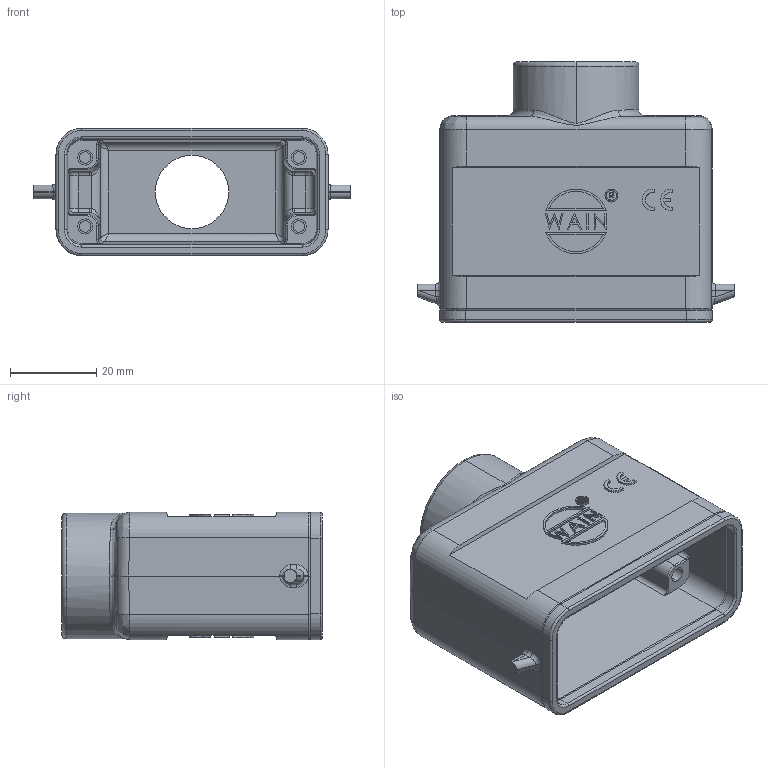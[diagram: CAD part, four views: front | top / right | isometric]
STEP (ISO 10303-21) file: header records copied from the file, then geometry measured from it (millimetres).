
FILE_DESCRIPTION((''),'2;1');
FILE_NAME('H10A-TE-2B-PG13_5','2024-01-26T',('11539'),(''),'PRO/ENGINEER BY PARAMETRIC TECHNOLOGY CORPORATION, 2012480','PRO/ENGINEER BY PARAMETRIC TECHNOLOGY CORPORATION, 2012480','');
FILE_SCHEMA(('CONFIG_CONTROL_DESIGN'));
Length unit declared in the file: millimetre
Products named in the file (1): H10A-TE-2B-PG13_5
Bounding box: 73.5 x 60.3 x 29.5 mm (x, y, z)
Volume: 32891.4 mm3; surface area: 22031.2 mm2
Topology: 1 solids, 1 shells, 454 faces, 1106 edges, 698 vertices
Faces by surface type: plane 227, cylinder 151, bspline 46, torus 18, extrusion 10, cone 2
Entity records: 16117 total; most frequent: CARTESIAN_POINT 5693, ORIENTED_EDGE 2212, DIRECTION 2020, EDGE_CURVE 1106, VERTEX_POINT 698, VECTOR 696, LINE 686, AXIS2_PLACEMENT_3D 662
